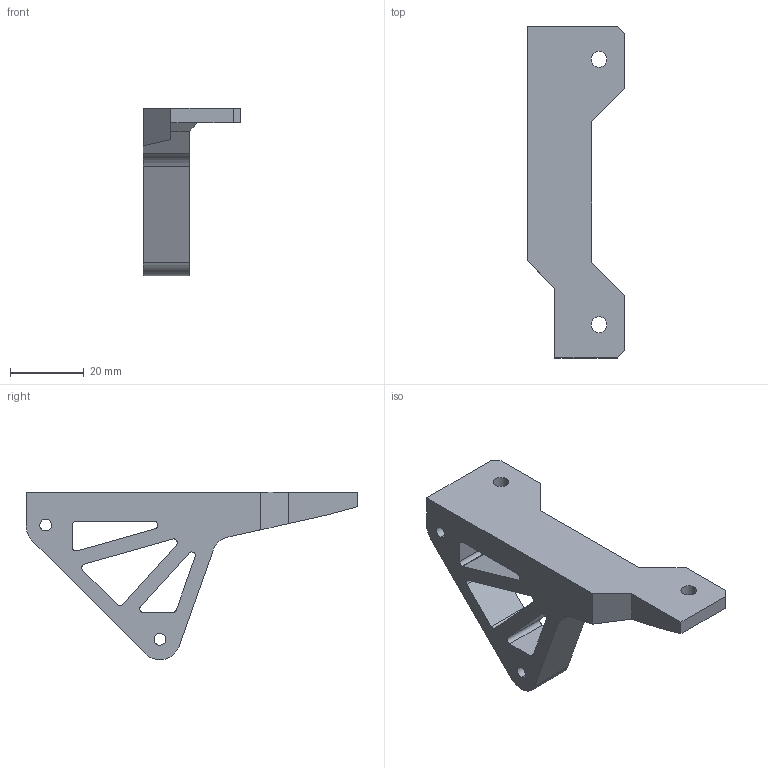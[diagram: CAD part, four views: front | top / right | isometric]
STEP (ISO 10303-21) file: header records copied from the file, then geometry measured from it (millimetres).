
FILE_DESCRIPTION(('STEP AP214'),'1');
FILE_NAME('Y motor strengthener.stp','2024-05-05T11:07:44',('Abu'),(' '),'Spatial InterOp 3D','CST ACIS InterOp Converter 2021',' ');
FILE_SCHEMA(('AUTOMOTIVE_DESIGN { 1 0 10303 214 1 1 1 1 }'));
Length unit declared in the file: millimetre
Products named in the file (1): component1|Extrude (7)
Bounding box: 26.5 x 90 x 45.37 mm (x, y, z)
Volume: 20278.8 mm3; surface area: 9689.5 mm2
Topology: 1 solids, 1 shells, 61 faces, 174 edges, 116 vertices
Faces by surface type: plane 31, cylinder 30
Entity records: 2065 total; most frequent: DIRECTION 362, CARTESIAN_POINT 352, ORIENTED_EDGE 348, EDGE_CURVE 174, AXIS2_PLACEMENT_3D 126, VERTEX_POINT 116, LINE 110, VECTOR 110
